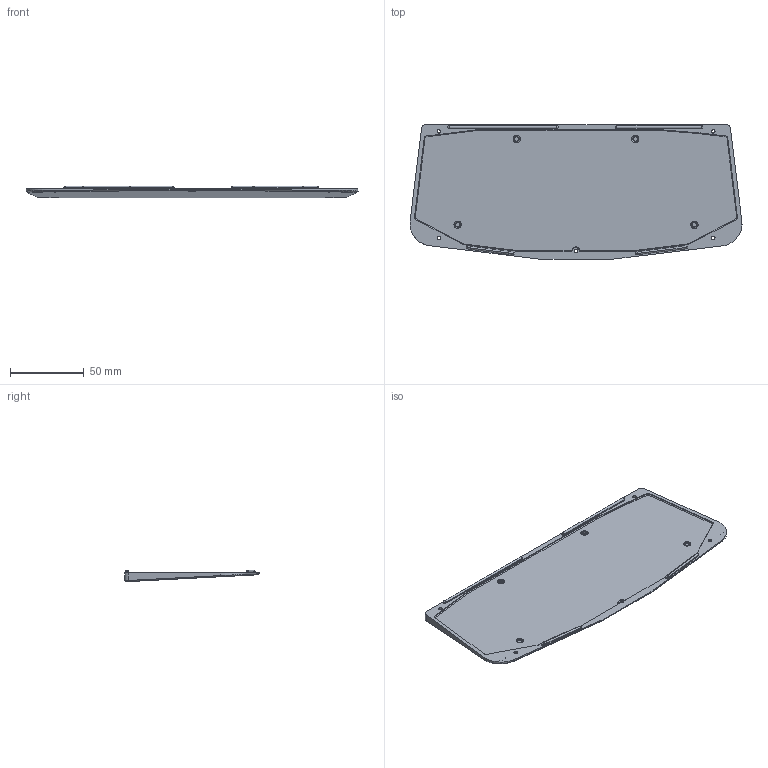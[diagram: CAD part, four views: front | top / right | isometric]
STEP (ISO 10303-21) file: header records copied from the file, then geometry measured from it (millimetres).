
FILE_DESCRIPTION(/* description */ ('STEP AP242','CAx-IF Rec.Pracs.---Representation and Presentation of Product Manufacturing Information (PMI)---4.0---2014-10-13'),/* implementation_level */ '2;1');
FILE_NAME(/* name */ 'bord de loeuf bottom.step',/* time_stamp */ '2025-02-28T13:15:54-05:00',/* author */ (''),/* organization */ (''),/* preprocessor_version */ 'ST-DEVELOPER v20',/* originating_system */ 'Autodesk Translation Framework v13.20.0.188',/* authorisation */ '');
FILE_SCHEMA (('AP242_MANAGED_MODEL_BASED_3D_ENGINEERING_MIM_LF { 1 0 10303 442 1 1 4 }'));
Length unit declared in the file: millimetre
Products named in the file (1): le oeuf case
Bounding box: 224.42 x 91.15 x 7.71 mm (x, y, z)
Volume: 54369.9 mm3; surface area: 40994.8 mm2
Topology: 1 solids, 1 shells, 151 faces, 360 edges, 222 vertices
Faces by surface type: cylinder 56, plane 48, bspline 24, torus 17, sphere 6
Full cylindrical faces by diameter (mm): 2.4 x2, 4 x2, 4.6 x2, 6 x4
Entity records: 5005 total; most frequent: CARTESIAN_POINT 1576, DIRECTION 710, ORIENTED_EDGE 698, EDGE_CURVE 349, AXIS2_PLACEMENT_3D 276, VERTEX_POINT 217, EDGE_LOOP 174, LINE 158
